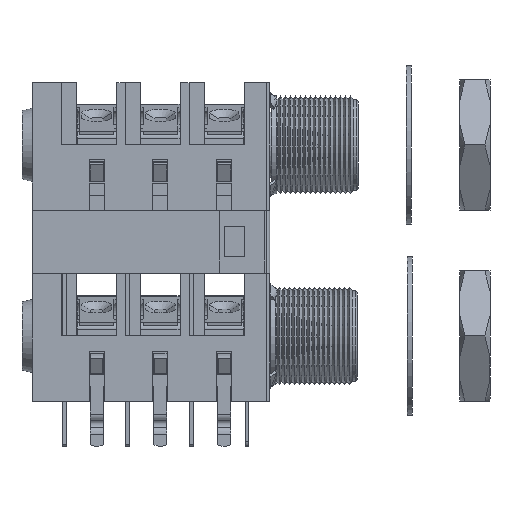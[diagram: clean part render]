
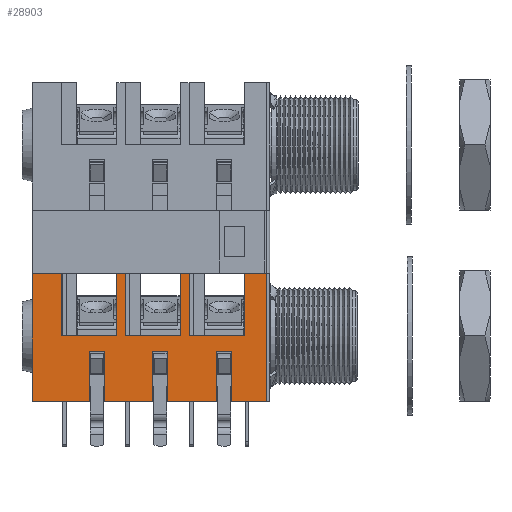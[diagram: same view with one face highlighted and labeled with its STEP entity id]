
A CAD part, front view. The second image highlights one B-rep face of the part: STEP entity #28903.
In plain terms, the highlighted planar face has unit normal (0, -1, 0).
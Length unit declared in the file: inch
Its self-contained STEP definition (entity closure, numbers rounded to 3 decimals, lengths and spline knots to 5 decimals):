
#25391=CARTESIAN_POINT('',(0.32087,-0.31496,-0.25));
#25392=VERTEX_POINT('',#25391);
#25399=CARTESIAN_POINT('',(0.18307,-0.31496,-0.25));
#25400=VERTEX_POINT('',#25399);
#25401=CARTESIAN_POINT('',(0.32087,-0.31496,-0.25));
#25402=DIRECTION('',(-1.0,0.0,0.0));
#25403=VECTOR('',#25402,0.1378);
#25404=LINE('',#25401,#25403);
#25405=EDGE_CURVE('',#25392,#25400,#25404,.T.);
#25423=CARTESIAN_POINT('',(0.12402,-0.31496,-0.25));
#25424=VERTEX_POINT('',#25423);
#25431=CARTESIAN_POINT('',(-0.06693,-0.31496,-0.25));
#25432=VERTEX_POINT('',#25431);
#25433=CARTESIAN_POINT('',(0.12402,-0.31496,-0.25));
#25434=DIRECTION('',(-1.0,0.0,0.0));
#25435=VECTOR('',#25434,0.19094);
#25436=LINE('',#25433,#25435);
#25437=EDGE_CURVE('',#25424,#25432,#25436,.T.);
#25455=CARTESIAN_POINT('',(-0.12598,-0.31496,-0.25));
#25456=VERTEX_POINT('',#25455);
#25463=CARTESIAN_POINT('',(-0.31693,-0.31496,-0.25));
#25464=VERTEX_POINT('',#25463);
#25465=CARTESIAN_POINT('',(-0.12598,-0.31496,-0.25));
#25466=DIRECTION('',(-1.0,0.0,0.0));
#25467=VECTOR('',#25466,0.19094);
#25468=LINE('',#25465,#25467);
#25469=EDGE_CURVE('',#25456,#25464,#25468,.T.);
#25487=CARTESIAN_POINT('',(-0.37598,-0.31496,-0.25));
#25488=VERTEX_POINT('',#25487);
#25495=CARTESIAN_POINT('',(-0.60039,-0.31496,-0.25));
#25496=VERTEX_POINT('',#25495);
#25497=CARTESIAN_POINT('',(-0.37598,-0.31496,-0.25));
#25498=DIRECTION('',(-1.0,0.0,0.0));
#25499=VECTOR('',#25498,0.22441);
#25500=LINE('',#25497,#25499);
#25501=EDGE_CURVE('',#25488,#25496,#25500,.T.);
#27419=CARTESIAN_POINT('',(-0.26772,-0.31496,0.00591));
#27420=VERTEX_POINT('',#27419);
#27427=CARTESIAN_POINT('',(-0.26772,-0.31496,0.25));
#27428=VERTEX_POINT('',#27427);
#27429=CARTESIAN_POINT('',(-0.26772,-0.31496,0.25));
#27430=DIRECTION('',(0.0,0.0,-1.0));
#27431=VECTOR('',#27430,0.24409);
#27432=LINE('',#27429,#27431);
#27433=EDGE_CURVE('',#27428,#27420,#27432,.T.);
#27530=CARTESIAN_POINT('',(0.23228,-0.31496,0.00591));
#27531=VERTEX_POINT('',#27530);
#27538=CARTESIAN_POINT('',(0.23228,-0.31496,0.25));
#27539=VERTEX_POINT('',#27538);
#27540=CARTESIAN_POINT('',(0.23228,-0.31496,0.25));
#27541=DIRECTION('',(0.0,0.0,-1.0));
#27542=VECTOR('',#27541,0.24409);
#27543=LINE('',#27540,#27542);
#27544=EDGE_CURVE('',#27539,#27531,#27543,.T.);
#27641=CARTESIAN_POINT('',(-0.01772,-0.31496,0.00591));
#27642=VERTEX_POINT('',#27641);
#27649=CARTESIAN_POINT('',(-0.01772,-0.31496,0.25));
#27650=VERTEX_POINT('',#27649);
#27651=CARTESIAN_POINT('',(-0.01772,-0.31496,0.25));
#27652=DIRECTION('',(0.0,0.0,-1.0));
#27653=VECTOR('',#27652,0.24409);
#27654=LINE('',#27651,#27653);
#27655=EDGE_CURVE('',#27650,#27642,#27654,.T.);
#28639=CARTESIAN_POINT('',(0.18307,-0.31496,-0.05315));
#28640=VERTEX_POINT('',#28639);
#28647=CARTESIAN_POINT('',(0.12402,-0.31496,-0.05315));
#28648=VERTEX_POINT('',#28647);
#28649=CARTESIAN_POINT('',(0.12402,-0.31496,-0.05315));
#28650=DIRECTION('',(1.0,0.0,0.0));
#28651=VECTOR('',#28650,0.05906);
#28652=LINE('',#28649,#28651);
#28653=EDGE_CURVE('',#28648,#28640,#28652,.T.);
#28679=CARTESIAN_POINT('',(-0.06693,-0.31496,-0.05315));
#28680=VERTEX_POINT('',#28679);
#28687=CARTESIAN_POINT('',(-0.12598,-0.31496,-0.05315));
#28688=VERTEX_POINT('',#28687);
#28689=CARTESIAN_POINT('',(-0.12598,-0.31496,-0.05315));
#28690=DIRECTION('',(1.0,0.0,0.0));
#28691=VECTOR('',#28690,0.05906);
#28692=LINE('',#28689,#28691);
#28693=EDGE_CURVE('',#28688,#28680,#28692,.T.);
#28734=CARTESIAN_POINT('',(0.18307,-0.31496,-0.05315));
#28735=DIRECTION('',(0.0,0.0,-1.0));
#28736=VECTOR('',#28735,0.19685);
#28737=LINE('',#28734,#28736);
#28738=EDGE_CURVE('',#28640,#25400,#28737,.T.);
#28758=CARTESIAN_POINT('',(0.32087,-0.31496,-0.25));
#28759=DIRECTION('',(0.0,-1.0,0.0));
#28760=DIRECTION('',(0.0,0.0,-1.0));
#28761=AXIS2_PLACEMENT_3D('',#28758,#28759,#28760);
#28762=PLANE('',#28761);
#28763=CARTESIAN_POINT('',(0.12402,-0.31496,-0.25));
#28764=DIRECTION('',(0.0,0.0,1.0));
#28765=VECTOR('',#28764,0.19685);
#28766=LINE('',#28763,#28765);
#28767=EDGE_CURVE('',#25424,#28648,#28766,.T.);
#28768=ORIENTED_EDGE('',*,*,#28767,.T.);
#28769=ORIENTED_EDGE('',*,*,#28653,.T.);
#28770=ORIENTED_EDGE('',*,*,#28738,.T.);
#28771=ORIENTED_EDGE('',*,*,#25405,.F.);
#28772=CARTESIAN_POINT('',(0.32087,-0.31496,0.25));
#28773=VERTEX_POINT('',#28772);
#28774=CARTESIAN_POINT('',(0.32087,-0.31496,-0.25));
#28775=DIRECTION('',(0.0,0.0,1.0));
#28776=VECTOR('',#28775,0.5);
#28777=LINE('',#28774,#28776);
#28778=EDGE_CURVE('',#25392,#28773,#28777,.T.);
#28779=ORIENTED_EDGE('',*,*,#28778,.T.);
#28780=CARTESIAN_POINT('',(0.32087,-0.31496,0.25));
#28781=DIRECTION('',(-1.0,0.0,0.0));
#28782=VECTOR('',#28781,0.08858);
#28783=LINE('',#28780,#28782);
#28784=EDGE_CURVE('',#28773,#27539,#28783,.T.);
#28785=ORIENTED_EDGE('',*,*,#28784,.T.);
#28786=ORIENTED_EDGE('',*,*,#27544,.T.);
#28787=CARTESIAN_POINT('',(0.01575,-0.31496,0.00591));
#28788=VERTEX_POINT('',#28787);
#28789=CARTESIAN_POINT('',(0.23228,-0.31496,0.00591));
#28790=DIRECTION('',(-1.0,0.0,0.0));
#28791=VECTOR('',#28790,0.21654);
#28792=LINE('',#28789,#28791);
#28793=EDGE_CURVE('',#27531,#28788,#28792,.T.);
#28794=ORIENTED_EDGE('',*,*,#28793,.T.);
#28795=CARTESIAN_POINT('',(0.01575,-0.31496,0.25));
#28796=VERTEX_POINT('',#28795);
#28797=CARTESIAN_POINT('',(0.01575,-0.31496,0.00591));
#28798=DIRECTION('',(0.0,0.0,1.0));
#28799=VECTOR('',#28798,0.24409);
#28800=LINE('',#28797,#28799);
#28801=EDGE_CURVE('',#28788,#28796,#28800,.T.);
#28802=ORIENTED_EDGE('',*,*,#28801,.T.);
#28803=CARTESIAN_POINT('',(0.01575,-0.31496,0.25));
#28804=DIRECTION('',(-1.0,0.0,0.0));
#28805=VECTOR('',#28804,0.03346);
#28806=LINE('',#28803,#28805);
#28807=EDGE_CURVE('',#28796,#27650,#28806,.T.);
#28808=ORIENTED_EDGE('',*,*,#28807,.T.);
#28809=ORIENTED_EDGE('',*,*,#27655,.T.);
#28810=CARTESIAN_POINT('',(-0.23425,-0.31496,0.00591));
#28811=VERTEX_POINT('',#28810);
#28812=CARTESIAN_POINT('',(-0.01772,-0.31496,0.00591));
#28813=DIRECTION('',(-1.0,0.0,0.0));
#28814=VECTOR('',#28813,0.21654);
#28815=LINE('',#28812,#28814);
#28816=EDGE_CURVE('',#27642,#28811,#28815,.T.);
#28817=ORIENTED_EDGE('',*,*,#28816,.T.);
#28818=CARTESIAN_POINT('',(-0.23425,-0.31496,0.25));
#28819=VERTEX_POINT('',#28818);
#28820=CARTESIAN_POINT('',(-0.23425,-0.31496,0.00591));
#28821=DIRECTION('',(0.0,0.0,1.0));
#28822=VECTOR('',#28821,0.24409);
#28823=LINE('',#28820,#28822);
#28824=EDGE_CURVE('',#28811,#28819,#28823,.T.);
#28825=ORIENTED_EDGE('',*,*,#28824,.T.);
#28826=CARTESIAN_POINT('',(-0.23425,-0.31496,0.25));
#28827=DIRECTION('',(-1.0,0.0,0.0));
#28828=VECTOR('',#28827,0.03346);
#28829=LINE('',#28826,#28828);
#28830=EDGE_CURVE('',#28819,#27428,#28829,.T.);
#28831=ORIENTED_EDGE('',*,*,#28830,.T.);
#28832=ORIENTED_EDGE('',*,*,#27433,.T.);
#28833=CARTESIAN_POINT('',(-0.48425,-0.31496,0.00591));
#28834=VERTEX_POINT('',#28833);
#28835=CARTESIAN_POINT('',(-0.26772,-0.31496,0.00591));
#28836=DIRECTION('',(-1.0,0.0,0.0));
#28837=VECTOR('',#28836,0.21654);
#28838=LINE('',#28835,#28837);
#28839=EDGE_CURVE('',#27420,#28834,#28838,.T.);
#28840=ORIENTED_EDGE('',*,*,#28839,.T.);
#28841=CARTESIAN_POINT('',(-0.48425,-0.31496,0.25));
#28842=VERTEX_POINT('',#28841);
#28843=CARTESIAN_POINT('',(-0.48425,-0.31496,0.00591));
#28844=DIRECTION('',(0.0,0.0,1.0));
#28845=VECTOR('',#28844,0.24409);
#28846=LINE('',#28843,#28845);
#28847=EDGE_CURVE('',#28834,#28842,#28846,.T.);
#28848=ORIENTED_EDGE('',*,*,#28847,.T.);
#28849=CARTESIAN_POINT('',(-0.60039,-0.31496,0.25));
#28850=VERTEX_POINT('',#28849);
#28851=CARTESIAN_POINT('',(-0.48425,-0.31496,0.25));
#28852=DIRECTION('',(-1.0,0.0,0.0));
#28853=VECTOR('',#28852,0.11614);
#28854=LINE('',#28851,#28853);
#28855=EDGE_CURVE('',#28842,#28850,#28854,.T.);
#28856=ORIENTED_EDGE('',*,*,#28855,.T.);
#28857=CARTESIAN_POINT('',(-0.60039,-0.31496,-0.25));
#28858=DIRECTION('',(0.0,0.0,1.0));
#28859=VECTOR('',#28858,0.5);
#28860=LINE('',#28857,#28859);
#28861=EDGE_CURVE('',#25496,#28850,#28860,.T.);
#28862=ORIENTED_EDGE('',*,*,#28861,.F.);
#28863=ORIENTED_EDGE('',*,*,#25501,.F.);
#28864=CARTESIAN_POINT('',(-0.37598,-0.31496,-0.05315));
#28865=VERTEX_POINT('',#28864);
#28866=CARTESIAN_POINT('',(-0.37598,-0.31496,-0.25));
#28867=DIRECTION('',(0.0,0.0,1.0));
#28868=VECTOR('',#28867,0.19685);
#28869=LINE('',#28866,#28868);
#28870=EDGE_CURVE('',#25488,#28865,#28869,.T.);
#28871=ORIENTED_EDGE('',*,*,#28870,.T.);
#28872=CARTESIAN_POINT('',(-0.31693,-0.31496,-0.05315));
#28873=VERTEX_POINT('',#28872);
#28874=CARTESIAN_POINT('',(-0.37598,-0.31496,-0.05315));
#28875=DIRECTION('',(1.0,0.0,0.0));
#28876=VECTOR('',#28875,0.05906);
#28877=LINE('',#28874,#28876);
#28878=EDGE_CURVE('',#28865,#28873,#28877,.T.);
#28879=ORIENTED_EDGE('',*,*,#28878,.T.);
#28880=CARTESIAN_POINT('',(-0.31693,-0.31496,-0.05315));
#28881=DIRECTION('',(0.0,0.0,-1.0));
#28882=VECTOR('',#28881,0.19685);
#28883=LINE('',#28880,#28882);
#28884=EDGE_CURVE('',#28873,#25464,#28883,.T.);
#28885=ORIENTED_EDGE('',*,*,#28884,.T.);
#28886=ORIENTED_EDGE('',*,*,#25469,.F.);
#28887=CARTESIAN_POINT('',(-0.12598,-0.31496,-0.25));
#28888=DIRECTION('',(0.0,0.0,1.0));
#28889=VECTOR('',#28888,0.19685);
#28890=LINE('',#28887,#28889);
#28891=EDGE_CURVE('',#25456,#28688,#28890,.T.);
#28892=ORIENTED_EDGE('',*,*,#28891,.T.);
#28893=ORIENTED_EDGE('',*,*,#28693,.T.);
#28894=CARTESIAN_POINT('',(-0.06693,-0.31496,-0.05315));
#28895=DIRECTION('',(0.0,0.0,-1.0));
#28896=VECTOR('',#28895,0.19685);
#28897=LINE('',#28894,#28896);
#28898=EDGE_CURVE('',#28680,#25432,#28897,.T.);
#28899=ORIENTED_EDGE('',*,*,#28898,.T.);
#28900=ORIENTED_EDGE('',*,*,#25437,.F.);
#28901=EDGE_LOOP('',(#28768,#28769,#28770,#28771,#28779,#28785,#28786,#28794,#28802,#28808,#28809,#28817,#28825,#28831,#28832,#28840,#28848,#28856,#28862,#28863,#28871,#28879,#28885,#28886,#28892,#28893,#28899,#28900));
#28902=FACE_OUTER_BOUND('',#28901,.T.);
#28903=ADVANCED_FACE('',(#28902),#28762,.T.);
